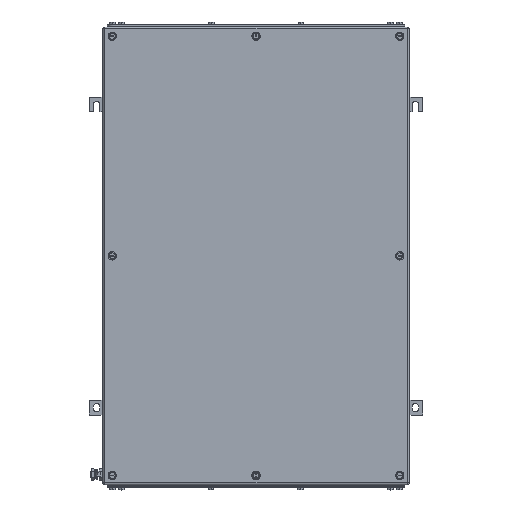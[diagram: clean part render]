
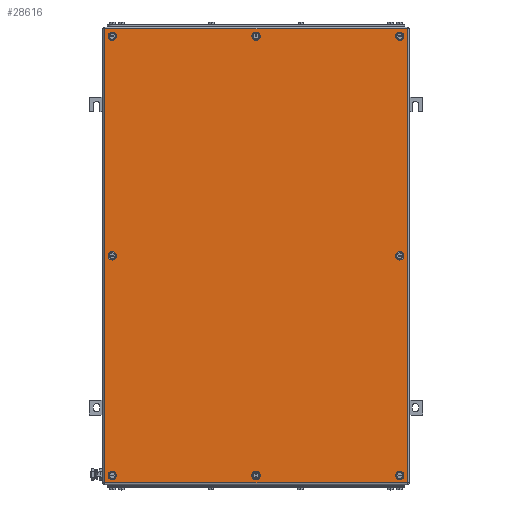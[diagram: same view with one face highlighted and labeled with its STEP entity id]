
A CAD part, top view. The second image highlights one B-rep face of the part: STEP entity #28616.
In plain terms, the highlighted planar face has unit normal (0, 0, 1).
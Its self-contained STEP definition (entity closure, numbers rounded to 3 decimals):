
#28418=AXIS2_PLACEMENT_3D('Circle Axis2P3D',#28416,#28417,$) ;
#28445=AXIS2_PLACEMENT_3D('Plane Axis2P3D',#28442,#28443,#28444) ;
#28483=AXIS2_PLACEMENT_3D('Circle Axis2P3D',#28481,#28482,$) ;
#28492=AXIS2_PLACEMENT_3D('Circle Axis2P3D',#28490,#28491,$) ;
#28501=AXIS2_PLACEMENT_3D('Circle Axis2P3D',#28499,#28500,$) ;
#28510=AXIS2_PLACEMENT_3D('Circle Axis2P3D',#28508,#28509,$) ;
#28519=AXIS2_PLACEMENT_3D('Circle Axis2P3D',#28517,#28518,$) ;
#28528=AXIS2_PLACEMENT_3D('Circle Axis2P3D',#28526,#28527,$) ;
#28537=AXIS2_PLACEMENT_3D('Circle Axis2P3D',#28535,#28536,$) ;
#28546=AXIS2_PLACEMENT_3D('Circle Axis2P3D',#28544,#28545,$) ;
#28555=AXIS2_PLACEMENT_3D('Circle Axis2P3D',#28553,#28554,$) ;
#28564=AXIS2_PLACEMENT_3D('Circle Axis2P3D',#28562,#28563,$) ;
#28573=AXIS2_PLACEMENT_3D('Circle Axis2P3D',#28571,#28572,$) ;
#28582=AXIS2_PLACEMENT_3D('Circle Axis2P3D',#28580,#28581,$) ;
#28591=AXIS2_PLACEMENT_3D('Circle Axis2P3D',#28589,#28590,$) ;
#28600=AXIS2_PLACEMENT_3D('Circle Axis2P3D',#28598,#28599,$) ;
#28609=AXIS2_PLACEMENT_3D('Circle Axis2P3D',#28607,#28608,$) ;
#28413=CARTESIAN_POINT('Vertex',(276.,23.5,203.5)) ;
#28416=CARTESIAN_POINT('Axis2P3D Location',(279.5,23.5,203.5)) ;
#28420=CARTESIAN_POINT('Vertex',(283.,23.5,203.5)) ;
#28442=CARTESIAN_POINT('Axis2P3D Location',(279.5,392.,203.5)) ;
#28447=CARTESIAN_POINT('Line Origine',(279.5,772.5,203.5)) ;
#28451=CARTESIAN_POINT('Vertex',(533.,772.5,203.5)) ;
#28453=CARTESIAN_POINT('Vertex',(26.,772.5,203.5)) ;
#28456=CARTESIAN_POINT('Line Origine',(26.,392.,203.5)) ;
#28460=CARTESIAN_POINT('Vertex',(26.,11.5,203.5)) ;
#28463=CARTESIAN_POINT('Line Origine',(279.5,11.5,203.5)) ;
#28467=CARTESIAN_POINT('Vertex',(533.,11.5,203.5)) ;
#28470=CARTESIAN_POINT('Line Origine',(533.,392.,203.5)) ;
#28481=CARTESIAN_POINT('Axis2P3D Location',(279.5,23.5,203.5)) ;
#28490=CARTESIAN_POINT('Axis2P3D Location',(279.5,760.5,203.5)) ;
#28494=CARTESIAN_POINT('Vertex',(283.,760.5,203.5)) ;
#28496=CARTESIAN_POINT('Vertex',(276.,760.5,203.5)) ;
#28499=CARTESIAN_POINT('Axis2P3D Location',(279.5,760.5,203.5)) ;
#28508=CARTESIAN_POINT('Axis2P3D Location',(38.,392.,203.5)) ;
#28512=CARTESIAN_POINT('Vertex',(34.5,392.,203.5)) ;
#28514=CARTESIAN_POINT('Vertex',(41.5,392.,203.5)) ;
#28517=CARTESIAN_POINT('Axis2P3D Location',(38.,392.,203.5)) ;
#28526=CARTESIAN_POINT('Axis2P3D Location',(521.,392.,203.5)) ;
#28530=CARTESIAN_POINT('Vertex',(524.5,392.,203.5)) ;
#28532=CARTESIAN_POINT('Vertex',(517.5,392.,203.5)) ;
#28535=CARTESIAN_POINT('Axis2P3D Location',(521.,392.,203.5)) ;
#28544=CARTESIAN_POINT('Axis2P3D Location',(38.,760.5,203.5)) ;
#28548=CARTESIAN_POINT('Vertex',(34.5,760.5,203.5)) ;
#28550=CARTESIAN_POINT('Vertex',(41.5,760.5,203.5)) ;
#28553=CARTESIAN_POINT('Axis2P3D Location',(38.,760.5,203.5)) ;
#28562=CARTESIAN_POINT('Axis2P3D Location',(38.,23.5,203.5)) ;
#28566=CARTESIAN_POINT('Vertex',(34.5,23.5,203.5)) ;
#28568=CARTESIAN_POINT('Vertex',(41.5,23.5,203.5)) ;
#28571=CARTESIAN_POINT('Axis2P3D Location',(38.,23.5,203.5)) ;
#28580=CARTESIAN_POINT('Axis2P3D Location',(521.,23.5,203.5)) ;
#28584=CARTESIAN_POINT('Vertex',(524.5,23.5,203.5)) ;
#28586=CARTESIAN_POINT('Vertex',(517.5,23.5,203.5)) ;
#28589=CARTESIAN_POINT('Axis2P3D Location',(521.,23.5,203.5)) ;
#28598=CARTESIAN_POINT('Axis2P3D Location',(521.,760.5,203.5)) ;
#28602=CARTESIAN_POINT('Vertex',(524.5,760.5,203.5)) ;
#28604=CARTESIAN_POINT('Vertex',(517.5,760.5,203.5)) ;
#28607=CARTESIAN_POINT('Axis2P3D Location',(521.,760.5,203.5)) ;
#28417=DIRECTION('Axis2P3D Direction',(0.,0.,1.)) ;
#28443=DIRECTION('Axis2P3D Direction',(0.,0.,1.)) ;
#28444=DIRECTION('Axis2P3D XDirection',(1.,0.,0.)) ;
#28448=DIRECTION('Vector Direction',(1.,0.,0.)) ;
#28457=DIRECTION('Vector Direction',(0.,-1.,0.)) ;
#28464=DIRECTION('Vector Direction',(1.,0.,0.)) ;
#28471=DIRECTION('Vector Direction',(0.,1.,0.)) ;
#28482=DIRECTION('Axis2P3D Direction',(0.,0.,1.)) ;
#28491=DIRECTION('Axis2P3D Direction',(0.,0.,1.)) ;
#28500=DIRECTION('Axis2P3D Direction',(0.,0.,1.)) ;
#28509=DIRECTION('Axis2P3D Direction',(0.,0.,1.)) ;
#28518=DIRECTION('Axis2P3D Direction',(0.,0.,1.)) ;
#28527=DIRECTION('Axis2P3D Direction',(0.,0.,1.)) ;
#28536=DIRECTION('Axis2P3D Direction',(0.,0.,1.)) ;
#28545=DIRECTION('Axis2P3D Direction',(0.,0.,1.)) ;
#28554=DIRECTION('Axis2P3D Direction',(0.,0.,1.)) ;
#28563=DIRECTION('Axis2P3D Direction',(0.,0.,1.)) ;
#28572=DIRECTION('Axis2P3D Direction',(0.,0.,1.)) ;
#28581=DIRECTION('Axis2P3D Direction',(0.,0.,1.)) ;
#28590=DIRECTION('Axis2P3D Direction',(0.,0.,1.)) ;
#28599=DIRECTION('Axis2P3D Direction',(0.,0.,1.)) ;
#28608=DIRECTION('Axis2P3D Direction',(0.,0.,1.)) ;
#28449=VECTOR('Line Direction',#28448,1.) ;
#28458=VECTOR('Line Direction',#28457,1.) ;
#28465=VECTOR('Line Direction',#28464,1.) ;
#28472=VECTOR('Line Direction',#28471,1.) ;
#28476=ORIENTED_EDGE('',*,*,#28455,.T.) ;
#28477=ORIENTED_EDGE('',*,*,#28462,.T.) ;
#28478=ORIENTED_EDGE('',*,*,#28469,.T.) ;
#28479=ORIENTED_EDGE('',*,*,#28474,.T.) ;
#28487=ORIENTED_EDGE('',*,*,#28485,.F.) ;
#28488=ORIENTED_EDGE('',*,*,#28422,.F.) ;
#28505=ORIENTED_EDGE('',*,*,#28498,.F.) ;
#28506=ORIENTED_EDGE('',*,*,#28503,.F.) ;
#28523=ORIENTED_EDGE('',*,*,#28516,.F.) ;
#28524=ORIENTED_EDGE('',*,*,#28521,.F.) ;
#28541=ORIENTED_EDGE('',*,*,#28534,.F.) ;
#28542=ORIENTED_EDGE('',*,*,#28539,.F.) ;
#28559=ORIENTED_EDGE('',*,*,#28552,.F.) ;
#28560=ORIENTED_EDGE('',*,*,#28557,.F.) ;
#28577=ORIENTED_EDGE('',*,*,#28570,.F.) ;
#28578=ORIENTED_EDGE('',*,*,#28575,.F.) ;
#28595=ORIENTED_EDGE('',*,*,#28588,.F.) ;
#28596=ORIENTED_EDGE('',*,*,#28593,.F.) ;
#28613=ORIENTED_EDGE('',*,*,#28606,.F.) ;
#28614=ORIENTED_EDGE('',*,*,#28611,.F.) ;
#28489=FACE_BOUND('',#28486,.T.) ;
#28507=FACE_BOUND('',#28504,.T.) ;
#28525=FACE_BOUND('',#28522,.T.) ;
#28543=FACE_BOUND('',#28540,.T.) ;
#28561=FACE_BOUND('',#28558,.T.) ;
#28579=FACE_BOUND('',#28576,.T.) ;
#28597=FACE_BOUND('',#28594,.T.) ;
#28615=FACE_BOUND('',#28612,.T.) ;
#28616=ADVANCED_FACE('ZUB_KTB_FS_765020_2GP_AllCATPart.2\\ZUB_DE_KTB_FS.1\\DE_KTB_MH_PART_MASTER.1\\Koerper.2',(#28480,#28489,#28507,#28525,#28543,#28561,#28579,#28597,#28615),#28446,.T.) ;
#28419=CIRCLE('generated circle',#28418,3.5) ;
#28484=CIRCLE('generated circle',#28483,3.5) ;
#28493=CIRCLE('generated circle',#28492,3.5) ;
#28502=CIRCLE('generated circle',#28501,3.5) ;
#28511=CIRCLE('generated circle',#28510,3.5) ;
#28520=CIRCLE('generated circle',#28519,3.5) ;
#28529=CIRCLE('generated circle',#28528,3.5) ;
#28538=CIRCLE('generated circle',#28537,3.5) ;
#28547=CIRCLE('generated circle',#28546,3.5) ;
#28556=CIRCLE('generated circle',#28555,3.5) ;
#28565=CIRCLE('generated circle',#28564,3.5) ;
#28574=CIRCLE('generated circle',#28573,3.5) ;
#28583=CIRCLE('generated circle',#28582,3.5) ;
#28592=CIRCLE('generated circle',#28591,3.5) ;
#28601=CIRCLE('generated circle',#28600,3.5) ;
#28610=CIRCLE('generated circle',#28609,3.5) ;
#28422=EDGE_CURVE('',#28414,#28421,#28419,.T.) ;
#28455=EDGE_CURVE('',#28452,#28454,#28450,.F.) ;
#28462=EDGE_CURVE('',#28454,#28461,#28459,.T.) ;
#28469=EDGE_CURVE('',#28461,#28468,#28466,.T.) ;
#28474=EDGE_CURVE('',#28468,#28452,#28473,.T.) ;
#28485=EDGE_CURVE('',#28421,#28414,#28484,.T.) ;
#28498=EDGE_CURVE('',#28495,#28497,#28493,.T.) ;
#28503=EDGE_CURVE('',#28497,#28495,#28502,.T.) ;
#28516=EDGE_CURVE('',#28513,#28515,#28511,.T.) ;
#28521=EDGE_CURVE('',#28515,#28513,#28520,.T.) ;
#28534=EDGE_CURVE('',#28531,#28533,#28529,.T.) ;
#28539=EDGE_CURVE('',#28533,#28531,#28538,.T.) ;
#28552=EDGE_CURVE('',#28549,#28551,#28547,.T.) ;
#28557=EDGE_CURVE('',#28551,#28549,#28556,.T.) ;
#28570=EDGE_CURVE('',#28567,#28569,#28565,.T.) ;
#28575=EDGE_CURVE('',#28569,#28567,#28574,.T.) ;
#28588=EDGE_CURVE('',#28585,#28587,#28583,.T.) ;
#28593=EDGE_CURVE('',#28587,#28585,#28592,.T.) ;
#28606=EDGE_CURVE('',#28603,#28605,#28601,.T.) ;
#28611=EDGE_CURVE('',#28605,#28603,#28610,.T.) ;
#28475=EDGE_LOOP('',(#28476,#28477,#28478,#28479)) ;
#28486=EDGE_LOOP('',(#28487,#28488)) ;
#28504=EDGE_LOOP('',(#28505,#28506)) ;
#28522=EDGE_LOOP('',(#28523,#28524)) ;
#28540=EDGE_LOOP('',(#28541,#28542)) ;
#28558=EDGE_LOOP('',(#28559,#28560)) ;
#28576=EDGE_LOOP('',(#28577,#28578)) ;
#28594=EDGE_LOOP('',(#28595,#28596)) ;
#28612=EDGE_LOOP('',(#28613,#28614)) ;
#28480=FACE_OUTER_BOUND('',#28475,.T.) ;
#28450=LINE('Line',#28447,#28449) ;
#28459=LINE('Line',#28456,#28458) ;
#28466=LINE('Line',#28463,#28465) ;
#28473=LINE('Line',#28470,#28472) ;
#28446=PLANE('',#28445) ;
#28414=VERTEX_POINT('',#28413) ;
#28421=VERTEX_POINT('',#28420) ;
#28452=VERTEX_POINT('',#28451) ;
#28454=VERTEX_POINT('',#28453) ;
#28461=VERTEX_POINT('',#28460) ;
#28468=VERTEX_POINT('',#28467) ;
#28495=VERTEX_POINT('',#28494) ;
#28497=VERTEX_POINT('',#28496) ;
#28513=VERTEX_POINT('',#28512) ;
#28515=VERTEX_POINT('',#28514) ;
#28531=VERTEX_POINT('',#28530) ;
#28533=VERTEX_POINT('',#28532) ;
#28549=VERTEX_POINT('',#28548) ;
#28551=VERTEX_POINT('',#28550) ;
#28567=VERTEX_POINT('',#28566) ;
#28569=VERTEX_POINT('',#28568) ;
#28585=VERTEX_POINT('',#28584) ;
#28587=VERTEX_POINT('',#28586) ;
#28603=VERTEX_POINT('',#28602) ;
#28605=VERTEX_POINT('',#28604) ;
